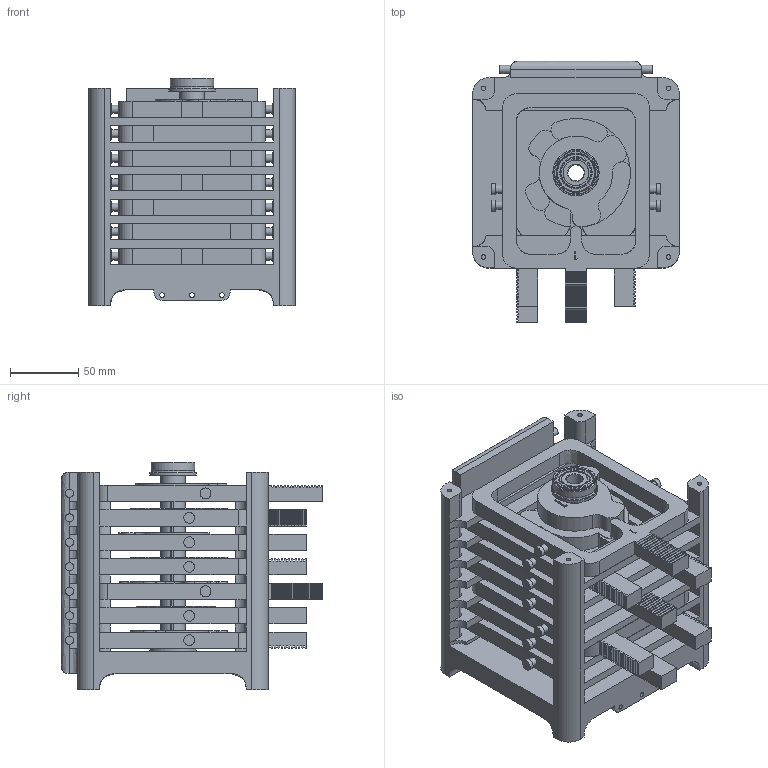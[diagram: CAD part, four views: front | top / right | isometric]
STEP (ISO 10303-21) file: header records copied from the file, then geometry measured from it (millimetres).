
FILE_DESCRIPTION(/* description */ ('STEP AP242','CAx-IF Rec.Pracs.---Representation and Presentation of Product Manufacturing Information (PMI)---4.0---2014-10-13','CAx-IF Rec.Pracs.---3D Tessellated Geometry---0.4---2014-09-14','2;1'),/* implementation_level */ '2;1');
FILE_NAME(/* name */ '6679fb7dfca2d506e4ab7a25',/* time_stamp */ '2024-06-24T23:04:31Z',/* author */ (''),/* organization */ (''),/* preprocessor_version */ 'ST-DEVELOPER v20',/* originating_system */ ' ',/* authorisation */ ' ');
FILE_SCHEMA (('AP242_MANAGED_MODEL_BASED_3D_ENGINEERING_MIM_LF { 1 0 10303 442 1 1 4 }'));
Length unit declared in the file: metre
Products named in the file (20): Assembly; 7 - Follower; 2 - Top Left CAM; 6 - Bottom Right CAM; Shell; 2 - Follower; 1 - Top CAM; 1601 Series Flanged Ball Bearing (12mm ID x 32mm OD, 10mm Thickness) 
1601-1032-0012 <2>; Outer Race; Inner Race; 4 - Follower; 1601 Series Flanged Ball Bearing (12mm ID x 32mm OD, 10mm Thickness) 
1601-1032-0012 <1>; 5 - Bottom Left CAM; 3 - Top Right CAM; 4 - Middle CAM; 5 - Follower; 1 - Follower; 7 - Bottom CAM; 6 - Follower; 3 - Follower
Assembly tree (21 placements, depth 3):
  Assembly
    7 - Follower
    2 - Top Left CAM
    6 - Bottom Right CAM
    Shell
    2 - Follower
    1 - Top CAM
    1601 Series Flanged Ball Bearing (12mm ID x 32mm OD, 10mm Thickness) 
1601-1032-0012 <2>
      Outer Race
      Inner Race
    4 - Follower
    1601 Series Flanged Ball Bearing (12mm ID x 32mm OD, 10mm Thickness) 
1601-1032-0012 <1>
      Outer Race
      Inner Race
    5 - Bottom Left CAM
    3 - Top Right CAM
    4 - Middle CAM
    5 - Follower
    1 - Follower
    7 - Bottom CAM
    6 - Follower
    3 - Follower
Bounding box: 152 x 192.11 x 167.5 mm (x, y, z)
Volume: 1562799.1 mm3; surface area: 435833.4 mm2
Topology: 19 solids, 19 shells, 1713 faces, 5062 edges, 3345 vertices
Faces by surface type: plane 1073, bspline 247, cylinder 241, torus 144, cone 8
Full cylindrical faces by diameter (mm): 3.4 x11, 6 x28, 8 x14, 12 x2, 18 x1, 18.75 x4, 19.1 x4, 28.2 x4, 29 x4, 32 x2, 32.5 x1, 34 x2
Entity records: 53911 total; most frequent: CARTESIAN_POINT 13948, ORIENTED_EDGE 8866, DIRECTION 7066, EDGE_CURVE 4433, LINE 3020, VECTOR 3020, VERTEX_POINT 2971, AXIS2_PLACEMENT_3D 2023
